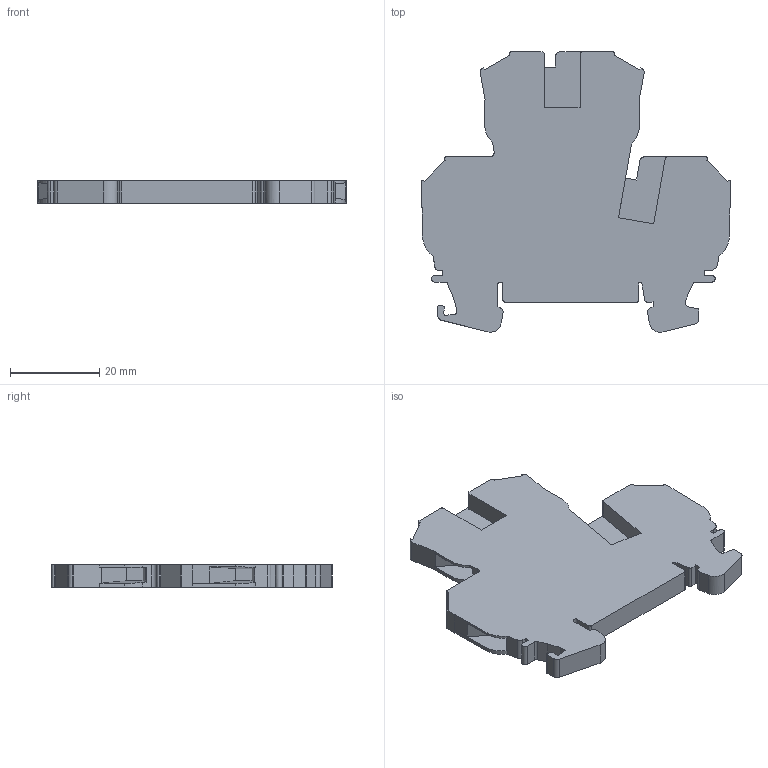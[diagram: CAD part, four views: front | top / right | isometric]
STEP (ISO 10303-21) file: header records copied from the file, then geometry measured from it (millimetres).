
FILE_DESCRIPTION (( 'STEP AP214' ), '1' );
FILE_NAME ('CDK2.5-20201119.STEP', '2020-11-19T08:36:14', ( 'ASUS' ), ( 'ASUS' ), 'SwSTEP 2.0', 'SolidWorks 2012', '' );
FILE_SCHEMA (( 'AUTOMOTIVE_DESIGN' ));
Length unit declared in the file: millimetre
Products named in the file (1): CDK2.5-20201119
Bounding box: 69 x 62.72 x 5 mm (x, y, z)
Volume: 13298.7 mm3; surface area: 8263.1 mm2
Topology: 1 solids, 1 shells, 177 faces, 528 edges, 357 vertices
Faces by surface type: plane 112, cylinder 59, bspline 6
Entity records: 6868 total; most frequent: CARTESIAN_POINT 2362, ORIENTED_EDGE 1056, DIRECTION 736, EDGE_CURVE 528, VECTOR 362, LINE 362, VERTEX_POINT 357, AXIS2_PLACEMENT_3D 187
